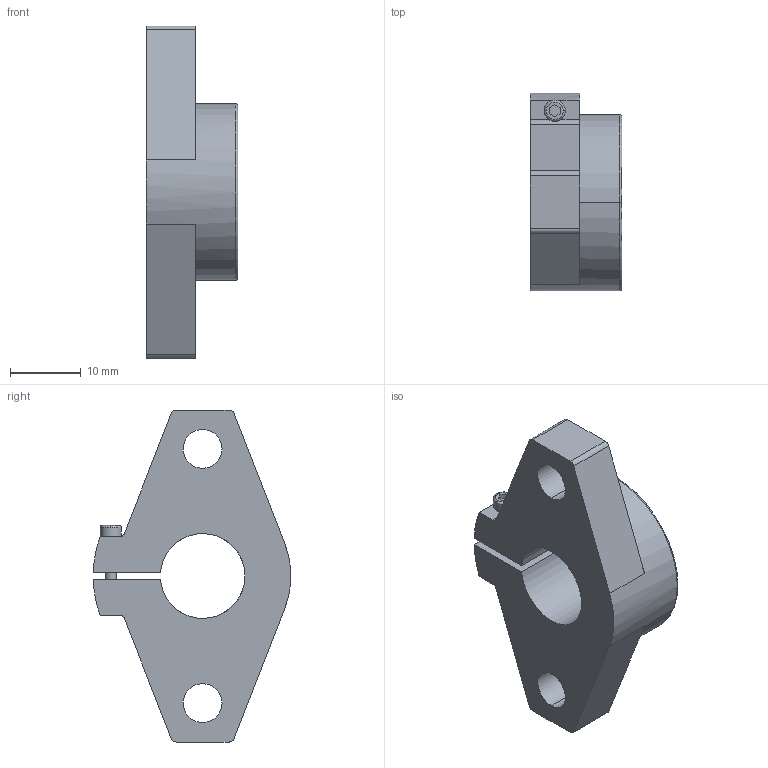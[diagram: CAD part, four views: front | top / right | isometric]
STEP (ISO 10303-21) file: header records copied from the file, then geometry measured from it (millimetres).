
FILE_DESCRIPTION(('STEP AP214'),'1');
FILE_NAME('support_shf12.stp','2018-02-01T09:40:26',('TraceParts'),('TraceParts S.A.'),'Spatial InterOp 3D',' ',' ');
FILE_SCHEMA(('automotive_design'));
Length unit declared in the file: millimetre
Products named in the file (1): support_shf12
Bounding box: 13 x 28 x 47 mm (x, y, z)
Volume: 7047.3 mm3; surface area: 3642.4 mm2
Topology: 1 solids, 1 shells, 58 faces, 163 edges, 109 vertices
Faces by surface type: plane 25, cylinder 23, torus 8, cone 2
Entity records: 2516 total; most frequent: CARTESIAN_POINT 461, DIRECTION 348, ORIENTED_EDGE 326, EDGE_CURVE 163, AXIS2_PLACEMENT_3D 134, VERTEX_POINT 109, LINE 80, VECTOR 80
